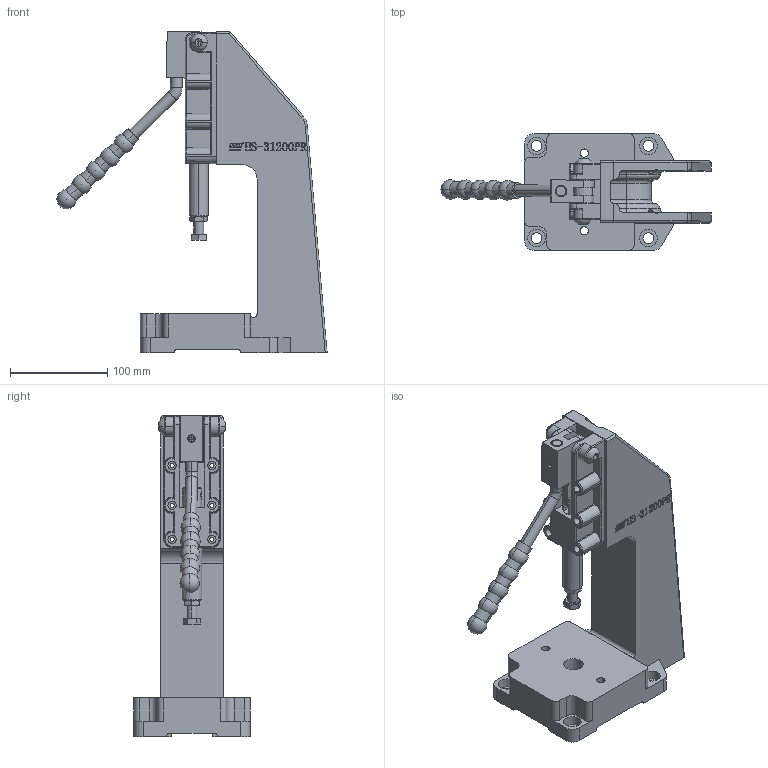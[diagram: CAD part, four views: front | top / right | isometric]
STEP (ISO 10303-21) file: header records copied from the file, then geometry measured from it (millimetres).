
FILE_DESCRIPTION (( 'STEP AP203' ), '1' );
FILE_NAME ('HS-31200PR 装配体.STEP', '2018-12-07T06:18:49', ( 'PCOS' ), ( '微软中国' ), 'SwSTEP 2.0', 'SolidWorks 2012', '' );
FILE_SCHEMA (( 'CONFIG_CONTROL_DESIGN' ));
Length unit declared in the file: millimetre
Products named in the file (12): HS-31200PR 蚾饜极; hexagon socket button head screws gb_GB_SOCKET_TYPE7 M10X20-N; hex socket set screws with cone point gb_GB_FASTENER_SCREWS_HSCP M8X12-N; hexagon head bolts-full thread gb_GB_FASTENER_BOLT_STBAB A M10X60-N; hex thin nuts-grades ab-chamfered gb_GB_FASTENER_NUT_STNAB M10-N; 挴裝; 忒梟裝; 忒梟; 忒參; 蟀裝; 菁釱; 盓殤菁釱
Assembly tree (12 placements, depth 2):
  HS-31200PR 蚾饜极
    盓殤菁釱
    菁釱
    蟀裝
    忒參
    忒梟
    忒梟裝
    挴裝
    hex thin nuts-grades ab-chamfered gb_GB_FASTENER_NUT_STNAB M10-N
    hexagon head bolts-full thread gb_GB_FASTENER_BOLT_STBAB A M10X60-N
    hex socket set screws with cone point gb_GB_FASTENER_SCREWS_HSCP M8X12-N
    hexagon socket button head screws gb_GB_SOCKET_TYPE7 M10X20-N  x2
Bounding box: 277.91 x 120 x 330.61 mm (x, y, z)
Volume: 1407209.3 mm3; surface area: 266430.2 mm2
Topology: 12 solids, 12 shells, 866 faces, 2313 edges, 1493 vertices
Faces by surface type: plane 382, cylinder 217, bspline 168, cone 51, torus 32, sphere 16
Entity records: 35566 total; most frequent: CARTESIAN_POINT 14211, ORIENTED_EDGE 4496, DIRECTION 3635, EDGE_CURVE 2248, VERTEX_POINT 1457, VECTOR 1251, LINE 1251, AXIS2_PLACEMENT_3D 1192
